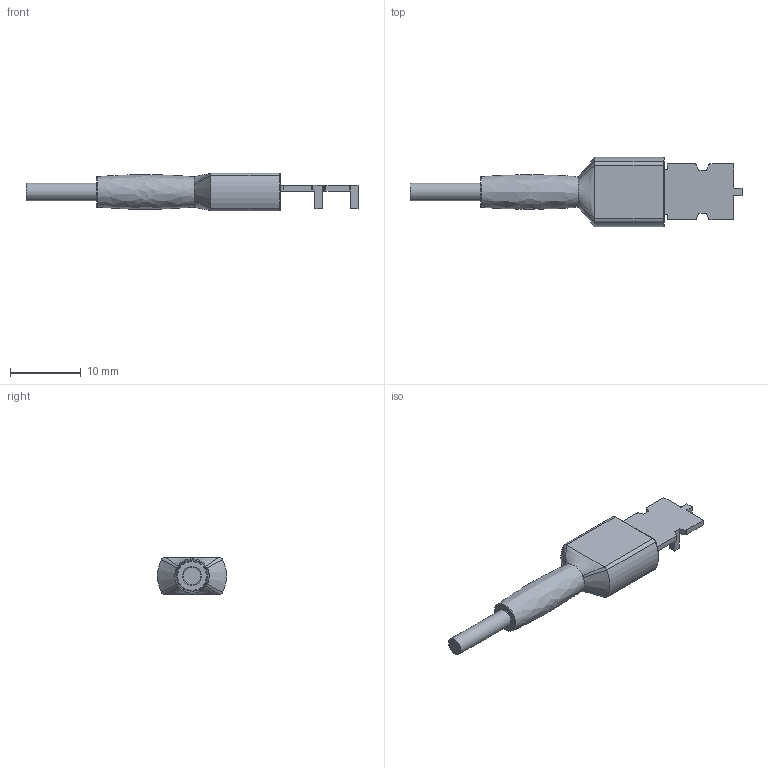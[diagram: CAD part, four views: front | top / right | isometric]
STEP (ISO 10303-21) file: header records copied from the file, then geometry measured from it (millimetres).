
FILE_DESCRIPTION(/* description */ (''),/* implementation_level */ '2;1');
FILE_NAME(/* name */ '4910 v5.step',/* time_stamp */ '2022-07-11T14:08:05+03:00',/* author */ (''),/* organization */ (''),/* preprocessor_version */ 'ST-DEVELOPER v19',/* originating_system */ 'Autodesk Translation Framework v11.7.0.108',/* authorisation */ '');
FILE_SCHEMA (('AUTOMOTIVE_DESIGN { 1 0 10303 214 3 1 1 }'));
Length unit declared in the file: millimetre
Products named in the file (2): 4910; Faston Female Terminal
Assembly tree (1 placements, depth 2):
  4910
    Faston Female Terminal
Bounding box: 47.05 x 9.8 x 5.3 mm (x, y, z)
Volume: 621.9 mm3; surface area: 1825.1 mm2
Topology: 4 solids, 4 shells, 281 faces, 709 edges, 430 vertices
Faces by surface type: plane 109, cylinder 97, bspline 35, torus 30, sphere 6, cone 4
Full cylindrical faces by diameter (mm): 1.57 x1, 2.5 x2, 3.1 x1, 4.02 x1
Entity records: 10405 total; most frequent: CARTESIAN_POINT 3401, DIRECTION 1434, ORIENTED_EDGE 1406, EDGE_CURVE 703, AXIS2_PLACEMENT_3D 508, VERTEX_POINT 430, LINE 418, VECTOR 418
